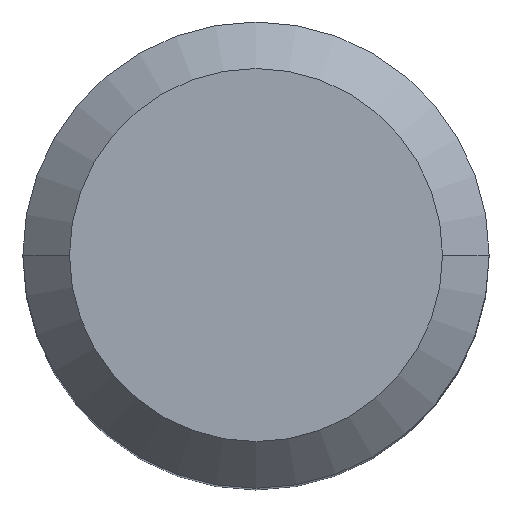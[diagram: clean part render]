
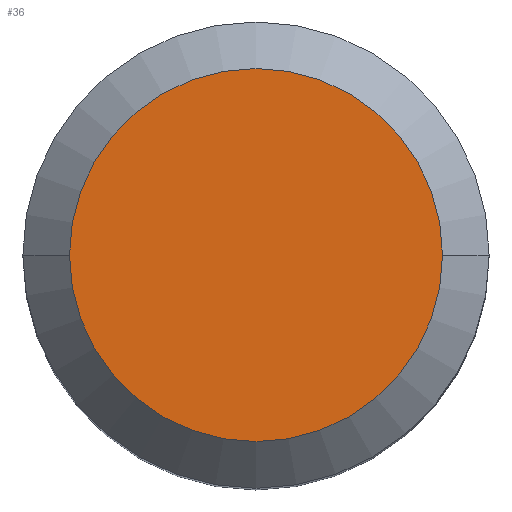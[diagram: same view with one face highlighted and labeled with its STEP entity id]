
A CAD part, top view. The second image highlights one B-rep face of the part: STEP entity #36.
In plain terms, the highlighted planar face has unit normal (0, 0, 1).
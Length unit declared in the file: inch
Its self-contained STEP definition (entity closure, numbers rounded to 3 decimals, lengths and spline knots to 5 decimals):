
#34 = ORIENTED_EDGE ( 'NONE', *, *, #495, .T. ) ;
#36 = ADVANCED_FACE ( 'NONE', ( #294 ), #449, .F. ) ;
#89 = CARTESIAN_POINT ( 'NONE',  ( 0., 0., 0. ) ) ;
#101 = EDGE_LOOP ( 'NONE', ( #428, #34 ) ) ;
#103 = CIRCLE ( 'NONE', #168, 0.31496 ) ;
#114 = VERTEX_POINT ( 'NONE', #375 ) ;
#122 = DIRECTION ( 'NONE',  ( 0., 0., 1. ) ) ;
#167 = DIRECTION ( 'NONE',  ( -1., 0., 0. ) ) ;
#168 = AXIS2_PLACEMENT_3D ( 'NONE', #403, #122, #289 ) ;
#172 = AXIS2_PLACEMENT_3D ( 'NONE', #444, #490, #377 ) ;
#211 = CIRCLE ( 'NONE', #172, 0.31496 ) ;
#234 = CARTESIAN_POINT ( 'NONE',  ( -0.31496, 0., 0. ) ) ;
#259 = DIRECTION ( 'NONE',  ( 0., 0., -1. ) ) ;
#289 = DIRECTION ( 'NONE',  ( 1., 0., 0. ) ) ;
#291 = EDGE_CURVE ( 'NONE', #425, #114, #103, .T. ) ;
#294 = FACE_OUTER_BOUND ( 'NONE', #101, .T. ) ;
#320 = AXIS2_PLACEMENT_3D ( 'NONE', #89, #259, #167 ) ;
#375 = CARTESIAN_POINT ( 'NONE',  ( 0.31496, 0., 0. ) ) ;
#377 = DIRECTION ( 'NONE',  ( 1., 0., 0. ) ) ;
#403 = CARTESIAN_POINT ( 'NONE',  ( 0., 0., 0. ) ) ;
#425 = VERTEX_POINT ( 'NONE', #234 ) ;
#428 = ORIENTED_EDGE ( 'NONE', *, *, #291, .T. ) ;
#444 = CARTESIAN_POINT ( 'NONE',  ( 0., 0., 0. ) ) ;
#449 = PLANE ( 'NONE',  #320 ) ;
#490 = DIRECTION ( 'NONE',  ( 0., 0., 1. ) ) ;
#495 = EDGE_CURVE ( 'NONE', #114, #425, #211, .T. ) ;
